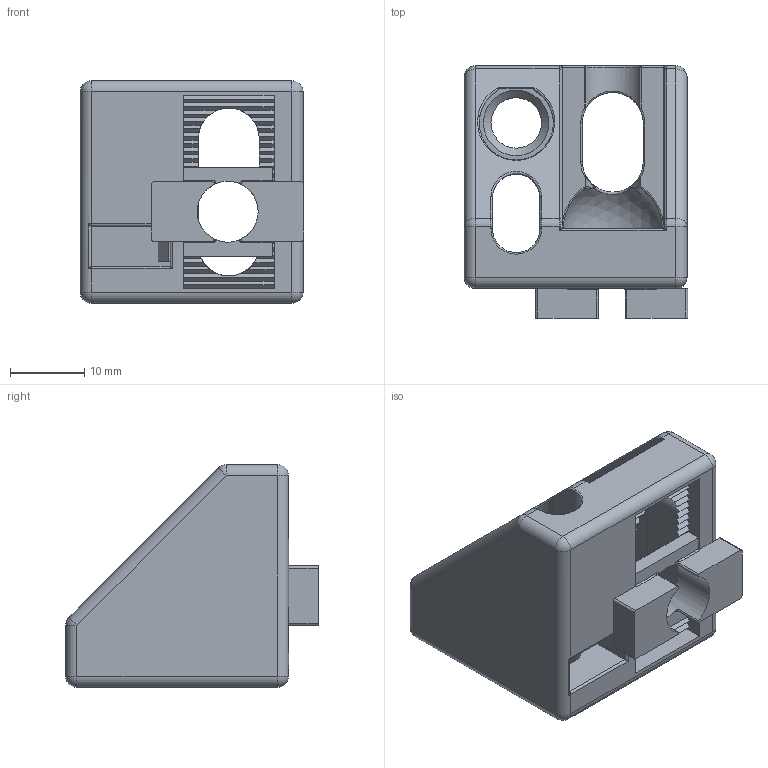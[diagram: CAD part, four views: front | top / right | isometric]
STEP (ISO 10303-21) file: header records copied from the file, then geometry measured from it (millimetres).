
FILE_DESCRIPTION (( 'STEP AP214' ), '1' );
FILE_NAME ('094z40r0817.STEP', '2011-11-28T14:56:34', ( 'DE01PC042' ), ( 'Fath GmbH' ), 'SwSTEP 2.0', 'SolidWorks 2011', '' );
FILE_SCHEMA (( 'AUTOMOTIVE_DESIGN' ));
Length unit declared in the file: millimetre
Products named in the file (4): 094z40-01; 094z40-0817r_094 z 40-08 40; 094z40-02r; 094z40r0817
Assembly tree (3 placements, depth 2):
  094z40r0817
    094z40-02r
    094z40-0817r_094 z 40-08 40
    094z40-01
Bounding box: 30.1 x 34 x 30 mm (x, y, z)
Volume: 10893.7 mm3; surface area: 7563.9 mm2
Topology: 3 solids, 3 shells, 634 faces, 1811 edges, 1166 vertices
Faces by surface type: plane 507, cylinder 72, torus 22, sphere 17, bspline 14, cone 2
Full cylindrical faces by diameter (mm): 6.8 x1, 8.2 x1
Entity records: 20857 total; most frequent: CARTESIAN_POINT 4675, ORIENTED_EDGE 3582, DIRECTION 3043, EDGE_CURVE 1791, VECTOR 1459, LINE 1459, VERTEX_POINT 1164, AXIS2_PLACEMENT_3D 792
